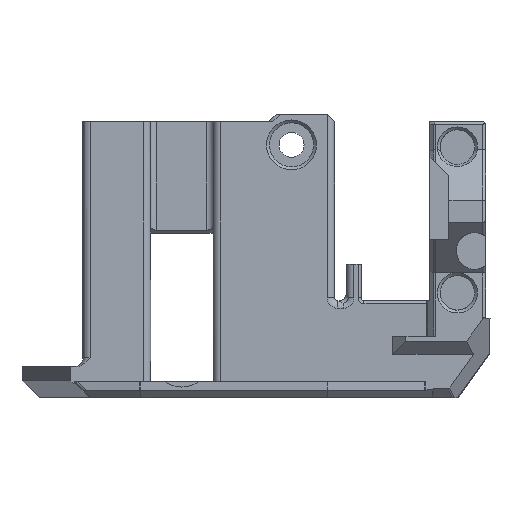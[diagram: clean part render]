
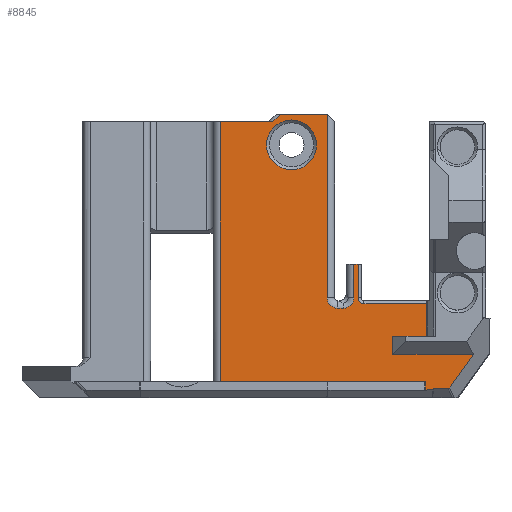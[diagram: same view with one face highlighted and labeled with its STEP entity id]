
A CAD part, left-side view. The second image highlights one B-rep face of the part: STEP entity #8845.
In plain terms, the highlighted planar face has unit normal (-1, 0, 0).
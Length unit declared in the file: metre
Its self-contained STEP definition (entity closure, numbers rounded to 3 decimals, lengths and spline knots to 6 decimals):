
#180=ELLIPSE('',#9375,0.000567,0.0004);
#181=ELLIPSE('',#9376,0.000602,0.0004);
#413=CIRCLE('',#9374,0.0034);
#414=CIRCLE('',#9377,0.0008);
#415=CIRCLE('',#9378,0.0014);
#416=CIRCLE('',#9379,0.0014);
#950=ORIENTED_EDGE('',*,*,#3627,.F.);
#951=ORIENTED_EDGE('',*,*,#3628,.T.);
#952=ORIENTED_EDGE('',*,*,#3629,.F.);
#953=ORIENTED_EDGE('',*,*,#3630,.F.);
#954=ORIENTED_EDGE('',*,*,#3631,.F.);
#955=ORIENTED_EDGE('',*,*,#3632,.F.);
#956=ORIENTED_EDGE('',*,*,#3624,.F.);
#957=ORIENTED_EDGE('',*,*,#3633,.F.);
#958=ORIENTED_EDGE('',*,*,#3613,.F.);
#959=ORIENTED_EDGE('',*,*,#3634,.F.);
#960=ORIENTED_EDGE('',*,*,#3635,.F.);
#961=ORIENTED_EDGE('',*,*,#3636,.F.);
#962=ORIENTED_EDGE('',*,*,#3637,.F.);
#963=ORIENTED_EDGE('',*,*,#3638,.T.);
#964=ORIENTED_EDGE('',*,*,#3639,.F.);
#965=ORIENTED_EDGE('',*,*,#3640,.F.);
#966=ORIENTED_EDGE('',*,*,#3641,.F.);
#967=ORIENTED_EDGE('',*,*,#3642,.F.);
#968=ORIENTED_EDGE('',*,*,#3643,.F.);
#969=ORIENTED_EDGE('',*,*,#3644,.F.);
#970=ORIENTED_EDGE('',*,*,#3645,.T.);
#971=ORIENTED_EDGE('',*,*,#3646,.T.);
#972=ORIENTED_EDGE('',*,*,#3647,.F.);
#973=ORIENTED_EDGE('',*,*,#3648,.F.);
#974=ORIENTED_EDGE('',*,*,#3649,.F.);
#3613=EDGE_CURVE('',#4948,#4949,#5836,.T.);
#3624=EDGE_CURVE('',#4958,#4959,#5846,.T.);
#3627=EDGE_CURVE('',#4960,#4960,#413,.T.);
#3628=EDGE_CURVE('',#4961,#4962,#5849,.T.);
#3629=EDGE_CURVE('',#4963,#4962,#180,.T.);
#3630=EDGE_CURVE('',#4964,#4963,#5850,.T.);
#3631=EDGE_CURVE('',#4965,#4964,#181,.T.);
#3632=EDGE_CURVE('',#4959,#4965,#5851,.T.);
#3633=EDGE_CURVE('',#4949,#4958,#5852,.T.);
#3634=EDGE_CURVE('',#4966,#4948,#5853,.T.);
#3635=EDGE_CURVE('',#4967,#4966,#5854,.T.);
#3636=EDGE_CURVE('',#4968,#4967,#414,.T.);
#3637=EDGE_CURVE('',#4969,#4968,#5855,.T.);
#3638=EDGE_CURVE('',#4969,#4970,#5856,.T.);
#3639=EDGE_CURVE('',#4971,#4970,#5857,.T.);
#3640=EDGE_CURVE('',#4972,#4971,#415,.T.);
#3641=EDGE_CURVE('',#4973,#4972,#5858,.T.);
#3642=EDGE_CURVE('',#4974,#4973,#416,.T.);
#3643=EDGE_CURVE('',#4975,#4974,#5859,.T.);
#3644=EDGE_CURVE('',#4976,#4975,#5860,.T.);
#3645=EDGE_CURVE('',#4976,#4977,#5861,.T.);
#3646=EDGE_CURVE('',#4977,#4978,#5862,.T.);
#3647=EDGE_CURVE('',#4979,#4978,#5863,.T.);
#3648=EDGE_CURVE('',#4980,#4979,#5864,.T.);
#3649=EDGE_CURVE('',#4961,#4980,#5865,.T.);
#4948=VERTEX_POINT('',#13059);
#4949=VERTEX_POINT('',#13061);
#4958=VERTEX_POINT('',#13083);
#4959=VERTEX_POINT('',#13084);
#4960=VERTEX_POINT('',#13089);
#4961=VERTEX_POINT('',#13091);
#4962=VERTEX_POINT('',#13092);
#4963=VERTEX_POINT('',#13094);
#4964=VERTEX_POINT('',#13096);
#4965=VERTEX_POINT('',#13098);
#4966=VERTEX_POINT('',#13102);
#4967=VERTEX_POINT('',#13104);
#4968=VERTEX_POINT('',#13106);
#4969=VERTEX_POINT('',#13108);
#4970=VERTEX_POINT('',#13110);
#4971=VERTEX_POINT('',#13112);
#4972=VERTEX_POINT('',#13114);
#4973=VERTEX_POINT('',#13116);
#4974=VERTEX_POINT('',#13118);
#4975=VERTEX_POINT('',#13120);
#4976=VERTEX_POINT('',#13122);
#4977=VERTEX_POINT('',#13124);
#4978=VERTEX_POINT('',#13126);
#4979=VERTEX_POINT('',#13128);
#4980=VERTEX_POINT('',#13130);
#5836=LINE('',#13060,#6695);
#5846=LINE('',#13082,#6705);
#5849=LINE('',#13090,#6708);
#5850=LINE('',#13095,#6709);
#5851=LINE('',#13099,#6710);
#5852=LINE('',#13100,#6711);
#5853=LINE('',#13101,#6712);
#5854=LINE('',#13103,#6713);
#5855=LINE('',#13107,#6714);
#5856=LINE('',#13109,#6715);
#5857=LINE('',#13111,#6716);
#5858=LINE('',#13115,#6717);
#5859=LINE('',#13119,#6718);
#5860=LINE('',#13121,#6719);
#5861=LINE('',#13123,#6720);
#5862=LINE('',#13125,#6721);
#5863=LINE('',#13127,#6722);
#5864=LINE('',#13129,#6723);
#5865=LINE('',#13131,#6724);
#6695=VECTOR('',#10356,1.);
#6705=VECTOR('',#10372,1.);
#6708=VECTOR('',#10379,1.);
#6709=VECTOR('',#10382,1.);
#6710=VECTOR('',#10385,1.);
#6711=VECTOR('',#10386,1.);
#6712=VECTOR('',#10387,1.);
#6713=VECTOR('',#10388,1.);
#6714=VECTOR('',#10391,1.);
#6715=VECTOR('',#10392,1.);
#6716=VECTOR('',#10393,1.);
#6717=VECTOR('',#10396,1.);
#6718=VECTOR('',#10399,1.);
#6719=VECTOR('',#10400,1.);
#6720=VECTOR('',#10401,1.);
#6721=VECTOR('',#10402,1.);
#6722=VECTOR('',#10403,1.);
#6723=VECTOR('',#10404,1.);
#6724=VECTOR('',#10405,1.);
#7464=EDGE_LOOP('',(#950));
#7465=EDGE_LOOP('',(#951,#952,#953,#954,#955,#956,#957,#958,#959,#960,#961,
#962,#963,#964,#965,#966,#967,#968,#969,#970,#971,#972,#973,#974));
#8015=FACE_BOUND('',#7464,.T.);
#8016=FACE_BOUND('',#7465,.T.);
#8560=PLANE('',#9373);
#8845=ADVANCED_FACE('',(#8015,#8016),#8560,.T.);
#9373=AXIS2_PLACEMENT_3D('',#13087,#10375,#10376);
#9374=AXIS2_PLACEMENT_3D('',#13088,#10377,#10378);
#9375=AXIS2_PLACEMENT_3D('',#13093,#10380,#10381);
#9376=AXIS2_PLACEMENT_3D('',#13097,#10383,#10384);
#9377=AXIS2_PLACEMENT_3D('',#13105,#10389,#10390);
#9378=AXIS2_PLACEMENT_3D('',#13113,#10394,#10395);
#9379=AXIS2_PLACEMENT_3D('',#13117,#10397,#10398);
#10356=DIRECTION('',(0.,1.,0.));
#10372=DIRECTION('',(0.,-1.,0.));
#10375=DIRECTION('',(-1.,0.,0.));
#10376=DIRECTION('',(0.,-1.,0.));
#10377=DIRECTION('',(-1.,0.,0.));
#10378=DIRECTION('',(0.,-1.,0.));
#10379=DIRECTION('',(0.,-0.984,0.176));
#10380=DIRECTION('',(-1.,0.,0.));
#10381=DIRECTION('',(0.,0.09,-0.996));
#10382=DIRECTION('',(0.,1.,0.));
#10383=DIRECTION('',(1.,0.,0.));
#10384=DIRECTION('',(0.,0.458,0.889));
#10385=DIRECTION('',(0.,0.581,-0.814));
#10386=DIRECTION('',(0.,0.,-1.));
#10387=DIRECTION('',(0.,0.,-1.));
#10388=DIRECTION('',(0.,-1.,0.));
#10389=DIRECTION('',(-1.,0.,0.));
#10390=DIRECTION('',(0.,-1.,0.));
#10391=DIRECTION('',(0.,0.,-1.));
#10392=DIRECTION('',(0.,1.,0.));
#10393=DIRECTION('',(0.,0.,1.));
#10394=DIRECTION('',(-1.,0.,0.));
#10395=DIRECTION('',(0.,1.,0.));
#10396=DIRECTION('',(0.,-1.,0.));
#10397=DIRECTION('',(-1.,0.,0.));
#10398=DIRECTION('',(0.,1.,0.));
#10399=DIRECTION('',(0.,0.,-1.));
#10400=DIRECTION('',(0.,-1.,0.));
#10401=DIRECTION('',(0.,0.707,-0.707));
#10402=DIRECTION('',(0.,1.,0.));
#10403=DIRECTION('',(0.,0.,1.));
#10404=DIRECTION('',(0.,1.,0.));
#10405=DIRECTION('',(0.,0.,1.));
#13059=CARTESIAN_POINT('',(-0.246684,-0.017035,0.0084));
#13060=CARTESIAN_POINT('',(-0.246684,-0.012279,0.0084));
#13061=CARTESIAN_POINT('',(-0.246684,-0.012379,0.0084));
#13082=CARTESIAN_POINT('',(-0.246684,-0.018359,0.0059));
#13083=CARTESIAN_POINT('',(-0.246684,-0.012379,0.0059));
#13084=CARTESIAN_POINT('',(-0.246684,-0.023395,0.0059));
#13087=CARTESIAN_POINT('',(-0.246684,0.029879,0.0032));
#13088=CARTESIAN_POINT('',(-0.246684,0.00142,0.034464));
#13089=CARTESIAN_POINT('',(-0.246684,-0.00198,0.034464));
#13090=CARTESIAN_POINT('',(-0.246684,0.028044,-0.007036));
#13091=CARTESIAN_POINT('',(-0.246684,-0.01682,0.001006));
#13092=CARTESIAN_POINT('',(-0.246684,-0.017874,0.001195));
#13093=CARTESIAN_POINT('',(-0.246684,-0.017899,0.000634));
#13094=CARTESIAN_POINT('',(-0.246684,-0.017925,0.0012));
#13095=CARTESIAN_POINT('',(-0.246684,0.020768,0.0012));
#13096=CARTESIAN_POINT('',(-0.246684,-0.019892,0.0012));
#13097=CARTESIAN_POINT('',(-0.246684,-0.019747,0.001766));
#13098=CARTESIAN_POINT('',(-0.246684,-0.020122,0.001318));
#13099=CARTESIAN_POINT('',(-0.246684,-0.020427,0.001745));
#13100=CARTESIAN_POINT('',(-0.246684,-0.012379,0.0045));
#13101=CARTESIAN_POINT('',(-0.246684,-0.017035,0.019315));
#13102=CARTESIAN_POINT('',(-0.246684,-0.017035,0.0128));
#13103=CARTESIAN_POINT('',(-0.246684,0.007188,0.0128));
#13104=CARTESIAN_POINT('',(-0.246684,-0.008454,0.0128));
#13105=CARTESIAN_POINT('',(-0.246684,-0.008454,0.0136));
#13106=CARTESIAN_POINT('',(-0.246684,-0.007654,0.0136));
#13107=CARTESIAN_POINT('',(-0.246684,-0.007654,0.0082));
#13108=CARTESIAN_POINT('',(-0.246684,-0.007654,0.0182));
#13109=CARTESIAN_POINT('',(-0.246684,0.029879,0.0182));
#13110=CARTESIAN_POINT('',(-0.246684,-0.007054,0.0182));
#13111=CARTESIAN_POINT('',(-0.246684,-0.007054,0.0052));
#13112=CARTESIAN_POINT('',(-0.246684,-0.007054,0.0136));
#13113=CARTESIAN_POINT('',(-0.246684,-0.005654,0.0136));
#13114=CARTESIAN_POINT('',(-0.246684,-0.005654,0.0122));
#13115=CARTESIAN_POINT('',(-0.246684,0.007188,0.0122));
#13116=CARTESIAN_POINT('',(-0.246684,-0.004846,0.0122));
#13117=CARTESIAN_POINT('',(-0.246684,-0.004846,0.0136));
#13118=CARTESIAN_POINT('',(-0.246684,-0.003446,0.0136));
#13119=CARTESIAN_POINT('',(-0.246684,-0.003446,0.014308));
#13120=CARTESIAN_POINT('',(-0.246684,-0.003446,0.03863));
#13121=CARTESIAN_POINT('',(-0.246684,0.00867,0.03863));
#13122=CARTESIAN_POINT('',(-0.246684,0.002963,0.03863));
#13123=CARTESIAN_POINT('',(-0.246684,0.018941,0.022652));
#13124=CARTESIAN_POINT('',(-0.246684,0.003965,0.03763));
#13125=CARTESIAN_POINT('',(-0.246684,0.029879,0.03763));
#13126=CARTESIAN_POINT('',(-0.246684,0.011129,0.03763));
#13127=CARTESIAN_POINT('',(-0.246684,0.011129,0.020415));
#13128=CARTESIAN_POINT('',(-0.246684,0.011129,0.0022));
#13129=CARTESIAN_POINT('',(-0.246684,0.00867,0.0022));
#13130=CARTESIAN_POINT('',(-0.246684,-0.01682,0.0022));
#13131=CARTESIAN_POINT('',(-0.246684,-0.01682,0.0024));
